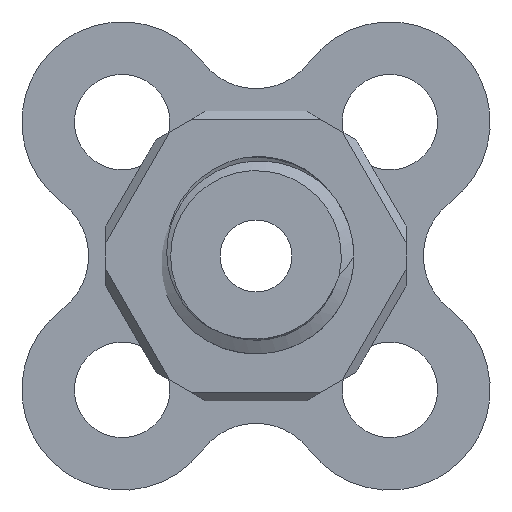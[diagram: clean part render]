
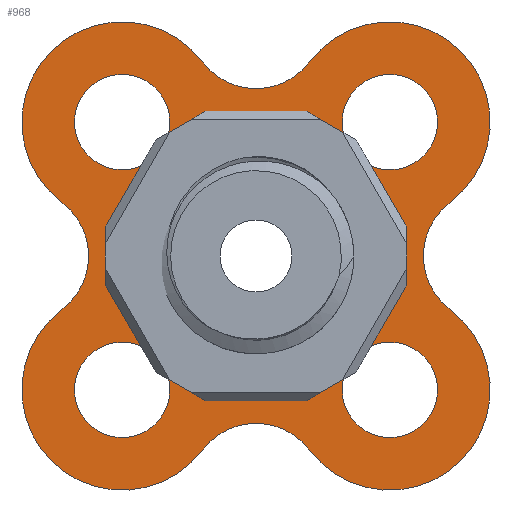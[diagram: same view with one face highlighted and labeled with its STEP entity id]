
A CAD part, front view. The second image highlights one B-rep face of the part: STEP entity #968.
In plain terms, the highlighted planar face has unit normal (0, -1, 0).
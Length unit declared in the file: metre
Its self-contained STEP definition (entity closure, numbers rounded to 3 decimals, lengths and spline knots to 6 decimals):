
#48=CIRCLE('',#1037,0.00585);
#52=CIRCLE('',#1043,0.004);
#54=CIRCLE('',#1046,0.006);
#56=CIRCLE('',#1049,0.004);
#58=CIRCLE('',#1052,0.006);
#60=CIRCLE('',#1055,0.004);
#62=CIRCLE('',#1058,0.006);
#64=CIRCLE('',#1061,0.004);
#66=CIRCLE('',#1064,0.006);
#72=CIRCLE('',#1072,0.00285);
#73=CIRCLE('',#1073,0.00285);
#74=CIRCLE('',#1074,0.00285);
#75=CIRCLE('',#1075,0.00285);
#84=B_SPLINE_CURVE_WITH_KNOTS('',3,(#2149,#2150,#2151,#2152,#2153,#2154,
#2155),.UNSPECIFIED.,.F.,.F.,(4,1,1,1,4),(0.020071,0.022764,
0.025457,0.02815,0.030843),.UNSPECIFIED.);
#85=B_SPLINE_CURVE_WITH_KNOTS('',3,(#2157,#2158,#2159,#2160,#2161,#2162),
 .UNSPECIFIED.,.F.,.F.,(4,1,1,4),(0.024981,0.028786,
0.030688,0.032591),.UNSPECIFIED.);
#86=B_SPLINE_CURVE_WITH_KNOTS('',3,(#2164,#2165,#2166,#2167,#2168,#2169,
#2170),.UNSPECIFIED.,.F.,.F.,(4,1,1,1,4),(0.044363,0.047036,
0.04971,0.052384,0.055058),.UNSPECIFIED.);
#311=ORIENTED_EDGE('',*,*,#481,.T.);
#312=ORIENTED_EDGE('',*,*,#482,.T.);
#313=ORIENTED_EDGE('',*,*,#483,.T.);
#314=ORIENTED_EDGE('',*,*,#484,.T.);
#315=ORIENTED_EDGE('',*,*,#448,.F.);
#316=ORIENTED_EDGE('',*,*,#485,.T.);
#317=ORIENTED_EDGE('',*,*,#486,.T.);
#318=ORIENTED_EDGE('',*,*,#487,.T.);
#319=ORIENTED_EDGE('',*,*,#454,.F.);
#320=ORIENTED_EDGE('',*,*,#458,.T.);
#321=ORIENTED_EDGE('',*,*,#461,.F.);
#322=ORIENTED_EDGE('',*,*,#464,.F.);
#323=ORIENTED_EDGE('',*,*,#467,.T.);
#324=ORIENTED_EDGE('',*,*,#470,.F.);
#325=ORIENTED_EDGE('',*,*,#473,.F.);
#326=ORIENTED_EDGE('',*,*,#475,.T.);
#448=EDGE_CURVE('',#555,#556,#48,.T.);
#454=EDGE_CURVE('',#561,#562,#52,.T.);
#458=EDGE_CURVE('',#561,#564,#54,.T.);
#461=EDGE_CURVE('',#566,#564,#56,.T.);
#464=EDGE_CURVE('',#568,#566,#58,.F.);
#467=EDGE_CURVE('',#568,#570,#60,.F.);
#470=EDGE_CURVE('',#572,#570,#62,.F.);
#473=EDGE_CURVE('',#574,#572,#64,.T.);
#475=EDGE_CURVE('',#574,#562,#66,.T.);
#481=EDGE_CURVE('',#580,#580,#72,.F.);
#482=EDGE_CURVE('',#581,#581,#73,.F.);
#483=EDGE_CURVE('',#582,#582,#74,.F.);
#484=EDGE_CURVE('',#583,#583,#75,.F.);
#485=EDGE_CURVE('',#555,#584,#84,.F.);
#486=EDGE_CURVE('',#584,#585,#85,.F.);
#487=EDGE_CURVE('',#585,#556,#86,.F.);
#555=VERTEX_POINT('',#2012);
#556=VERTEX_POINT('',#2014);
#561=VERTEX_POINT('',#2086);
#562=VERTEX_POINT('',#2088);
#564=VERTEX_POINT('',#2094);
#566=VERTEX_POINT('',#2100);
#568=VERTEX_POINT('',#2106);
#570=VERTEX_POINT('',#2112);
#572=VERTEX_POINT('',#2118);
#574=VERTEX_POINT('',#2124);
#580=VERTEX_POINT('',#2142);
#581=VERTEX_POINT('',#2144);
#582=VERTEX_POINT('',#2146);
#583=VERTEX_POINT('',#2148);
#584=VERTEX_POINT('',#2156);
#585=VERTEX_POINT('',#2163);
#800=EDGE_LOOP('',(#311));
#801=EDGE_LOOP('',(#312));
#802=EDGE_LOOP('',(#313));
#803=EDGE_LOOP('',(#314));
#804=EDGE_LOOP('',(#315,#316,#317,#318));
#805=EDGE_LOOP('',(#319,#320,#321,#322,#323,#324,#325,#326));
#873=FACE_BOUND('',#800,.T.);
#874=FACE_BOUND('',#801,.T.);
#875=FACE_BOUND('',#802,.T.);
#876=FACE_BOUND('',#803,.T.);
#877=FACE_BOUND('',#804,.T.);
#878=FACE_BOUND('',#805,.T.);
#924=PLANE('',#1071);
#968=ADVANCED_FACE('',(#873,#874,#875,#876,#877,#878),#924,.T.);
#1037=AXIS2_PLACEMENT_3D('',#2013,#1224,#1225);
#1043=AXIS2_PLACEMENT_3D('',#2087,#1237,#1238);
#1046=AXIS2_PLACEMENT_3D('',#2095,#1245,#1246);
#1049=AXIS2_PLACEMENT_3D('',#2101,#1252,#1253);
#1052=AXIS2_PLACEMENT_3D('',#2107,#1259,#1260);
#1055=AXIS2_PLACEMENT_3D('',#2113,#1266,#1267);
#1058=AXIS2_PLACEMENT_3D('',#2119,#1273,#1274);
#1061=AXIS2_PLACEMENT_3D('',#2125,#1280,#1281);
#1064=AXIS2_PLACEMENT_3D('',#2128,#1286,#1287);
#1071=AXIS2_PLACEMENT_3D('',#2140,#1300,#1301);
#1072=AXIS2_PLACEMENT_3D('',#2141,#1302,#1303);
#1073=AXIS2_PLACEMENT_3D('',#2143,#1304,#1305);
#1074=AXIS2_PLACEMENT_3D('',#2145,#1306,#1307);
#1075=AXIS2_PLACEMENT_3D('',#2147,#1308,#1309);
#1224=DIRECTION('',(0.,-1.,0.));
#1225=DIRECTION('',(0.,0.,-1.));
#1237=DIRECTION('',(0.,-1.,0.));
#1238=DIRECTION('',(0.,0.,-1.));
#1245=DIRECTION('',(0.,-1.,0.));
#1246=DIRECTION('',(0.,0.,-1.));
#1252=DIRECTION('',(0.,-1.,0.));
#1253=DIRECTION('',(0.,0.,-1.));
#1259=DIRECTION('',(0.,-1.,0.));
#1260=DIRECTION('',(0.,0.,-1.));
#1266=DIRECTION('',(0.,-1.,0.));
#1267=DIRECTION('',(0.,0.,-1.));
#1273=DIRECTION('',(0.,-1.,0.));
#1274=DIRECTION('',(0.,0.,-1.));
#1280=DIRECTION('',(0.,-1.,0.));
#1281=DIRECTION('',(0.,0.,-1.));
#1286=DIRECTION('',(0.,-1.,0.));
#1287=DIRECTION('',(0.,0.,-1.));
#1300=DIRECTION('',(0.,-1.,0.));
#1301=DIRECTION('',(1.,0.,0.));
#1302=DIRECTION('',(0.,-1.,0.));
#1303=DIRECTION('',(0.,0.,-1.));
#1304=DIRECTION('',(0.,-1.,0.));
#1305=DIRECTION('',(0.,0.,-1.));
#1306=DIRECTION('',(0.,-1.,0.));
#1307=DIRECTION('',(0.,0.,-1.));
#1308=DIRECTION('',(0.,-1.,0.));
#1309=DIRECTION('',(0.,0.,-1.));
#2012=CARTESIAN_POINT('',(0.,-0.003,0.00585));
#2013=CARTESIAN_POINT('',(0.,-0.003,0.));
#2014=CARTESIAN_POINT('',(-0.004099,-0.003,0.004174));
#2086=CARTESIAN_POINT('',(-0.0116,-0.003,-0.0032));
#2087=CARTESIAN_POINT('',(-0.014,-0.003,0.));
#2088=CARTESIAN_POINT('',(-0.0116,-0.003,0.0032));
#2094=CARTESIAN_POINT('',(-0.0032,-0.003,-0.0116));
#2095=CARTESIAN_POINT('',(-0.008,-0.003,-0.008));
#2100=CARTESIAN_POINT('',(0.0032,-0.003,-0.0116));
#2101=CARTESIAN_POINT('',(0.,-0.003,-0.014));
#2106=CARTESIAN_POINT('',(0.0116,-0.003,-0.0032));
#2107=CARTESIAN_POINT('',(0.008,-0.003,-0.008));
#2112=CARTESIAN_POINT('',(0.0116,-0.003,0.0032));
#2113=CARTESIAN_POINT('',(0.014,-0.003,0.));
#2118=CARTESIAN_POINT('',(0.0032,-0.003,0.0116));
#2119=CARTESIAN_POINT('',(0.008,-0.003,0.008));
#2124=CARTESIAN_POINT('',(-0.0032,-0.003,0.0116));
#2125=CARTESIAN_POINT('',(0.,-0.003,0.014));
#2128=CARTESIAN_POINT('',(-0.008,-0.003,0.008));
#2140=CARTESIAN_POINT('',(0.,-0.003,0.));
#2141=CARTESIAN_POINT('',(0.008,-0.003,0.008));
#2142=CARTESIAN_POINT('',(0.008,-0.003,0.00515));
#2143=CARTESIAN_POINT('',(0.008,-0.003,-0.008));
#2144=CARTESIAN_POINT('',(0.008,-0.003,-0.01085));
#2145=CARTESIAN_POINT('',(-0.008,-0.003,-0.008));
#2146=CARTESIAN_POINT('',(-0.008,-0.003,-0.01085));
#2147=CARTESIAN_POINT('',(-0.008,-0.003,0.008));
#2148=CARTESIAN_POINT('',(-0.008,-0.003,0.00515));
#2149=CARTESIAN_POINT('',(0.00467,-0.003,-0.001889));
#2150=CARTESIAN_POINT('',(0.005067,-0.003,-0.001096));
#2151=CARTESIAN_POINT('',(0.005448,-0.003,0.000713));
#2152=CARTESIAN_POINT('',(0.004599,-0.003,0.003325));
#2153=CARTESIAN_POINT('',(0.002634,-0.003,0.005249));
#2154=CARTESIAN_POINT('',(0.000895,-0.003,0.005793));
#2155=CARTESIAN_POINT('',(0.,-0.003,0.00585));
#2156=CARTESIAN_POINT('',(0.00467,-0.003,-0.001889));
#2157=CARTESIAN_POINT('',(-0.001954,-0.003,-0.004644));
#2158=CARTESIAN_POINT('',(-0.000721,-0.003,-0.005088));
#2159=CARTESIAN_POINT('',(0.001378,-0.003,-0.005076));
#2160=CARTESIAN_POINT('',(0.003631,-0.003,-0.003584));
#2161=CARTESIAN_POINT('',(0.004392,-0.003,-0.002491));
#2162=CARTESIAN_POINT('',(0.00467,-0.003,-0.001889));
#2163=CARTESIAN_POINT('',(-0.001954,-0.003,-0.004644));
#2164=CARTESIAN_POINT('',(-0.004099,-0.003,0.004174));
#2165=CARTESIAN_POINT('',(-0.004694,-0.003,0.003499));
#2166=CARTESIAN_POINT('',(-0.005575,-0.003,0.001887));
#2167=CARTESIAN_POINT('',(-0.005613,-0.003,-0.000869));
#2168=CARTESIAN_POINT('',(-0.004357,-0.003,-0.00335));
#2169=CARTESIAN_POINT('',(-0.002815,-0.003,-0.004365));
#2170=CARTESIAN_POINT('',(-0.001954,-0.003,-0.004644));
